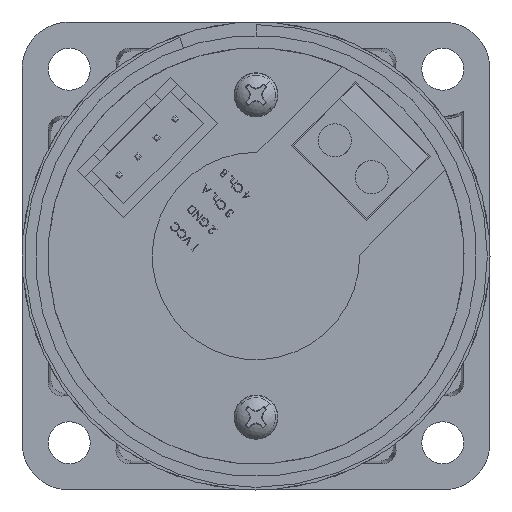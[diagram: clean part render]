
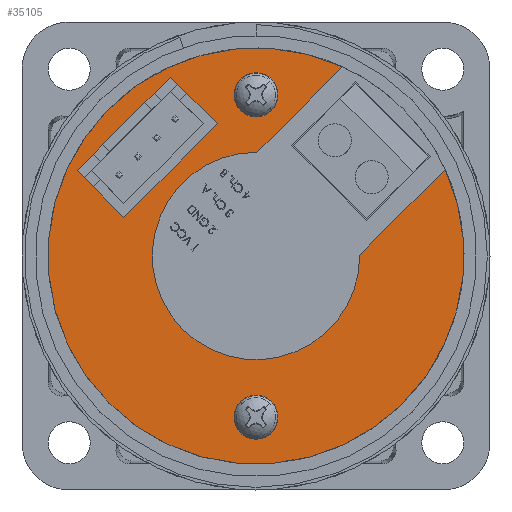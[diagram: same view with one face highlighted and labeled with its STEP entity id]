
A CAD part, front view. The second image highlights one B-rep face of the part: STEP entity #35105.
In plain terms, the highlighted face is planar.
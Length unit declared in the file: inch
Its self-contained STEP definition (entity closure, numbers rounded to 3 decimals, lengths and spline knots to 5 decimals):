
#664 = DIRECTION ( 'NONE',  ( 1., 0., 0. ) ) ;
#809 = DIRECTION ( 'NONE',  ( 1., 0., 0. ) ) ;
#1196 = CARTESIAN_POINT ( 'NONE',  ( 0.4575, 0.6415, -0.25 ) ) ;
#1558 = CARTESIAN_POINT ( 'NONE',  ( 0., 0.6415, 0. ) ) ;
#2220 = ORIENTED_EDGE ( 'NONE', *, *, #9226, .F. ) ;
#3274 = LINE ( 'NONE', #24711, #15770 ) ;
#3366 = AXIS2_PLACEMENT_3D ( 'NONE', #43752, #15579, #48459 ) ;
#4114 = VERTEX_POINT ( 'NONE', #18171 ) ;
#4343 = EDGE_CURVE ( 'NONE', #52995, #31571, #3274, .T. ) ;
#4642 = VERTEX_POINT ( 'NONE', #60222 ) ;
#5422 = CARTESIAN_POINT ( 'NONE',  ( -0.275, 0.6415, 0.28006 ) ) ;
#6245 = LINE ( 'NONE', #27194, #54801 ) ;
#6296 = DIRECTION ( 'NONE',  ( 0., 0., 1. ) ) ;
#6717 = DIRECTION ( 'NONE',  ( 0., 0., -1. ) ) ;
#7103 = VECTOR ( 'NONE', #57485, 39.37008 ) ;
#7654 = ORIENTED_EDGE ( 'NONE', *, *, #23469, .F. ) ;
#8106 = CARTESIAN_POINT ( 'NONE',  ( 0., 0.6415, 0. ) ) ;
#8941 = EDGE_LOOP ( 'NONE', ( #59015, #2220, #24201, #49302, #37987, #58539 ) ) ;
#9226 = EDGE_CURVE ( 'NONE', #46555, #4114, #53370, .T. ) ;
#9326 = CARTESIAN_POINT ( 'NONE',  ( 0.7075, 0.6415, 0.25 ) ) ;
#9571 = VECTOR ( 'NONE', #10167, 39.37008 ) ;
#9659 = DIRECTION ( 'NONE',  ( 0., 0., -1. ) ) ;
#9784 = EDGE_CURVE ( 'NONE', #40904, #10874, #30483, .T. ) ;
#10167 = DIRECTION ( 'NONE',  ( 0., 0., 1. ) ) ;
#10874 = VERTEX_POINT ( 'NONE', #60923 ) ;
#11018 = ORIENTED_EDGE ( 'NONE', *, *, #49893, .F. ) ;
#11839 = CARTESIAN_POINT ( 'NONE',  ( 0.7075, 0.6415, 0.1125 ) ) ;
#11974 = VECTOR ( 'NONE', #60996, 39.37008 ) ;
#12209 = LINE ( 'NONE', #34733, #35750 ) ;
#12316 = DIRECTION ( 'NONE',  ( 0., 0., -1. ) ) ;
#12515 = LINE ( 'NONE', #5422, #9571 ) ;
#12705 = EDGE_CURVE ( 'NONE', #59782, #52995, #6245, .T. ) ;
#12795 = VECTOR ( 'NONE', #12316, 39.37008 ) ;
#12830 = DIRECTION ( 'NONE',  ( 0., 0., 1. ) ) ;
#13584 = LINE ( 'NONE', #57191, #26082 ) ;
#14340 = CARTESIAN_POINT ( 'NONE',  ( 0.7075, 0.6415, -0.25 ) ) ;
#15122 = VERTEX_POINT ( 'NONE', #9326 ) ;
#15579 = DIRECTION ( 'NONE',  ( 0., 1., 0. ) ) ;
#15770 = VECTOR ( 'NONE', #664, 39.37008 ) ;
#16084 = VERTEX_POINT ( 'NONE', #11839 ) ;
#17315 = DIRECTION ( 'NONE',  ( 1., 0., 0. ) ) ;
#18171 = CARTESIAN_POINT ( 'NONE',  ( -0.275, 0.6415, 0.28006 ) ) ;
#19582 = LINE ( 'NONE', #19829, #7103 ) ;
#19829 = CARTESIAN_POINT ( 'NONE',  ( 0.4575, 0.6415, -0.25 ) ) ;
#20094 = AXIS2_PLACEMENT_3D ( 'NONE', #52184, #24024, #56931 ) ;
#20490 = CARTESIAN_POINT ( 'NONE',  ( 0.67, 0.6415, -0.25 ) ) ;
#20928 = ORIENTED_EDGE ( 'NONE', *, *, #57944, .F. ) ;
#20993 = DIRECTION ( 'NONE',  ( 0., 0., -1. ) ) ;
#21384 = EDGE_CURVE ( 'NONE', #56817, #59782, #34507, .T. ) ;
#21653 = CARTESIAN_POINT ( 'NONE',  ( 0., 0.6415, -0.3925 ) ) ;
#21685 = CIRCLE ( 'NONE', #52997, 0.3925 ) ;
#22851 = CARTESIAN_POINT ( 'NONE',  ( -0.275, 0.6415, 0.73792 ) ) ;
#23379 = AXIS2_PLACEMENT_3D ( 'NONE', #8106, #41010, #12830 ) ;
#23469 = EDGE_CURVE ( 'NONE', #46361, #56817, #12209, .T. ) ;
#23545 = ORIENTED_EDGE ( 'NONE', *, *, #9784, .F. ) ;
#23804 = LINE ( 'NONE', #34852, #48805 ) ;
#24024 = DIRECTION ( 'NONE',  ( 0., 1., 0. ) ) ;
#24201 = ORIENTED_EDGE ( 'NONE', *, *, #45992, .F. ) ;
#24249 = CARTESIAN_POINT ( 'NONE',  ( 0.4575, 0.6415, 0.25 ) ) ;
#24281 = DIRECTION ( 'NONE',  ( 0., 0., -1. ) ) ;
#24682 = CARTESIAN_POINT ( 'NONE',  ( 0.7075, 0.6415, -0.25 ) ) ;
#24711 = CARTESIAN_POINT ( 'NONE',  ( 0.4575, 0.6415, 0.25 ) ) ;
#25044 = CARTESIAN_POINT ( 'NONE',  ( 0., 0.6415, 0. ) ) ;
#25665 = CARTESIAN_POINT ( 'NONE',  ( 0.4575, 0.6415, -0.25 ) ) ;
#26082 = VECTOR ( 'NONE', #24281, 39.37008 ) ;
#26423 = CARTESIAN_POINT ( 'NONE',  ( 0.4575, 0.6415, 0.25 ) ) ;
#27194 = CARTESIAN_POINT ( 'NONE',  ( 0.4575, 0.6415, -0.25 ) ) ;
#29258 = ORIENTED_EDGE ( 'NONE', *, *, #60563, .F. ) ;
#29759 = DIRECTION ( 'NONE',  ( 0., 0., 1. ) ) ;
#30483 = LINE ( 'NONE', #42549, #41555 ) ;
#31247 = EDGE_CURVE ( 'NONE', #48855, #46361, #19582, .T. ) ;
#31571 = VERTEX_POINT ( 'NONE', #49816 ) ;
#32840 = ORIENTED_EDGE ( 'NONE', *, *, #43803, .F. ) ;
#34282 = ORIENTED_EDGE ( 'NONE', *, *, #12705, .F. ) ;
#34458 = DIRECTION ( 'NONE',  ( 0., 1., 0. ) ) ;
#34471 = EDGE_LOOP ( 'NONE', ( #39046, #11018, #32840, #52681, #34282, #55375, #7654, #38455, #29258, #23545, #20928, #60096 ) ) ;
#34507 = LINE ( 'NONE', #25665, #59526 ) ;
#34733 = CARTESIAN_POINT ( 'NONE',  ( 0., 0.6415, -0.25 ) ) ;
#34852 = CARTESIAN_POINT ( 'NONE',  ( 0.275, 0.6415, 0.28006 ) ) ;
#35105 = ADVANCED_FACE ( 'NONE', ( #41278, #39810 ), #56747, .T. ) ;
#35750 = VECTOR ( 'NONE', #48691, 39.37008 ) ;
#36701 = LINE ( 'NONE', #24249, #49180 ) ;
#36979 = LINE ( 'NONE', #56314, #11974 ) ;
#37987 = ORIENTED_EDGE ( 'NONE', *, *, #52090, .T. ) ;
#38182 = VECTOR ( 'NONE', #17315, 39.37008 ) ;
#38217 = VERTEX_POINT ( 'NONE', #40033 ) ;
#38455 = ORIENTED_EDGE ( 'NONE', *, *, #31247, .F. ) ;
#39046 = ORIENTED_EDGE ( 'NONE', *, *, #47194, .F. ) ;
#39276 = LINE ( 'NONE', #40488, #12795 ) ;
#39658 = LINE ( 'NONE', #40773, #38182 ) ;
#39810 = FACE_OUTER_BOUND ( 'NONE', #8941, .T. ) ;
#40033 = CARTESIAN_POINT ( 'NONE',  ( 0.7075, 0.6415, 0.1625 ) ) ;
#40488 = CARTESIAN_POINT ( 'NONE',  ( 0.7075, 0.6415, 0. ) ) ;
#40773 = CARTESIAN_POINT ( 'NONE',  ( 0., 0.6415, 0.25 ) ) ;
#40904 = VERTEX_POINT ( 'NONE', #43174 ) ;
#41010 = DIRECTION ( 'NONE',  ( 0., 1., 0. ) ) ;
#41066 = EDGE_CURVE ( 'NONE', #38217, #16084, #39276, .T. ) ;
#41278 = FACE_BOUND ( 'NONE', #34471, .T. ) ;
#41555 = VECTOR ( 'NONE', #9659, 39.37008 ) ;
#41944 = VERTEX_POINT ( 'NONE', #51841 ) ;
#42549 = CARTESIAN_POINT ( 'NONE',  ( 0.7075, 0.6415, 0. ) ) ;
#43174 = CARTESIAN_POINT ( 'NONE',  ( 0.7075, 0.6415, -0.1125 ) ) ;
#43238 = CIRCLE ( 'NONE', #45351, 0.7875 ) ;
#43366 = CARTESIAN_POINT ( 'NONE',  ( 0.275, 0.6415, 0.28006 ) ) ;
#43752 = CARTESIAN_POINT ( 'NONE',  ( 0., 0.6415, 0. ) ) ;
#43803 = EDGE_CURVE ( 'NONE', #31571, #41944, #39658, .T. ) ;
#44075 = VERTEX_POINT ( 'NONE', #22851 ) ;
#44230 = LINE ( 'NONE', #24682, #56754 ) ;
#44800 = CIRCLE ( 'NONE', #23379, 0.7875 ) ;
#45351 = AXIS2_PLACEMENT_3D ( 'NONE', #1558, #34458, #6296 ) ;
#45992 = EDGE_CURVE ( 'NONE', #56941, #46555, #21685, .T. ) ;
#46361 = VERTEX_POINT ( 'NONE', #20490 ) ;
#46555 = VERTEX_POINT ( 'NONE', #21653 ) ;
#47194 = EDGE_CURVE ( 'NONE', #15122, #38217, #36979, .T. ) ;
#48459 = DIRECTION ( 'NONE',  ( 0., 0., 1. ) ) ;
#48691 = DIRECTION ( 'NONE',  ( -1., 0., 0. ) ) ;
#48805 = VECTOR ( 'NONE', #6717, 39.37008 ) ;
#48855 = VERTEX_POINT ( 'NONE', #14340 ) ;
#49180 = VECTOR ( 'NONE', #809, 39.37008 ) ;
#49302 = ORIENTED_EDGE ( 'NONE', *, *, #55951, .F. ) ;
#49378 = EDGE_CURVE ( 'NONE', #4114, #44075, #12515, .T. ) ;
#49816 = CARTESIAN_POINT ( 'NONE',  ( 0.62, 0.6415, 0.25 ) ) ;
#49893 = EDGE_CURVE ( 'NONE', #41944, #15122, #36701, .T. ) ;
#50469 = EDGE_CURVE ( 'NONE', #4642, #44075, #43238, .T. ) ;
#51568 = CARTESIAN_POINT ( 'NONE',  ( 0.62, 0.6415, -0.25 ) ) ;
#51841 = CARTESIAN_POINT ( 'NONE',  ( 0.67, 0.6415, 0.25 ) ) ;
#52090 = EDGE_CURVE ( 'NONE', #54730, #4642, #44800, .T. ) ;
#52184 = CARTESIAN_POINT ( 'NONE',  ( 0., 0.6415, 0. ) ) ;
#52681 = ORIENTED_EDGE ( 'NONE', *, *, #4343, .F. ) ;
#52995 = VERTEX_POINT ( 'NONE', #26423 ) ;
#52997 = AXIS2_PLACEMENT_3D ( 'NONE', #25044, #57963, #29759 ) ;
#53208 = DIRECTION ( 'NONE',  ( -1., 0., 0. ) ) ;
#53370 = CIRCLE ( 'NONE', #3366, 0.3925 ) ;
#54730 = VERTEX_POINT ( 'NONE', #57446 ) ;
#54801 = VECTOR ( 'NONE', #55396, 39.37008 ) ;
#55375 = ORIENTED_EDGE ( 'NONE', *, *, #21384, .F. ) ;
#55396 = DIRECTION ( 'NONE',  ( 0., 0., 1. ) ) ;
#55951 = EDGE_CURVE ( 'NONE', #54730, #56941, #23804, .T. ) ;
#56314 = CARTESIAN_POINT ( 'NONE',  ( 0.7075, 0.6415, -0.25 ) ) ;
#56747 = PLANE ( 'NONE',  #20094 ) ;
#56754 = VECTOR ( 'NONE', #20993, 39.37008 ) ;
#56817 = VERTEX_POINT ( 'NONE', #51568 ) ;
#56931 = DIRECTION ( 'NONE',  ( 0., 0., 1. ) ) ;
#56941 = VERTEX_POINT ( 'NONE', #43366 ) ;
#57191 = CARTESIAN_POINT ( 'NONE',  ( 0.7075, 0.6415, -0.25 ) ) ;
#57446 = CARTESIAN_POINT ( 'NONE',  ( 0.275, 0.6415, 0.73792 ) ) ;
#57485 = DIRECTION ( 'NONE',  ( -1., 0., 0. ) ) ;
#57944 = EDGE_CURVE ( 'NONE', #16084, #40904, #13584, .T. ) ;
#57963 = DIRECTION ( 'NONE',  ( 0., 1., 0. ) ) ;
#58539 = ORIENTED_EDGE ( 'NONE', *, *, #50469, .T. ) ;
#59015 = ORIENTED_EDGE ( 'NONE', *, *, #49378, .F. ) ;
#59526 = VECTOR ( 'NONE', #53208, 39.37008 ) ;
#59782 = VERTEX_POINT ( 'NONE', #1196 ) ;
#60096 = ORIENTED_EDGE ( 'NONE', *, *, #41066, .F. ) ;
#60222 = CARTESIAN_POINT ( 'NONE',  ( 0., 0.6415, -0.7875 ) ) ;
#60563 = EDGE_CURVE ( 'NONE', #10874, #48855, #44230, .T. ) ;
#60923 = CARTESIAN_POINT ( 'NONE',  ( 0.7075, 0.6415, -0.1625 ) ) ;
#60996 = DIRECTION ( 'NONE',  ( 0., 0., -1. ) ) ;
